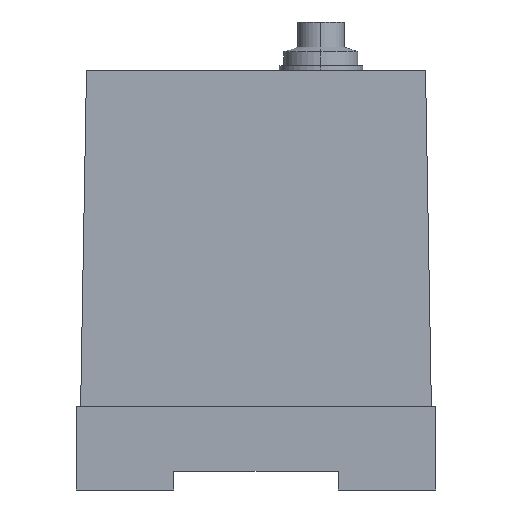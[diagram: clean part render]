
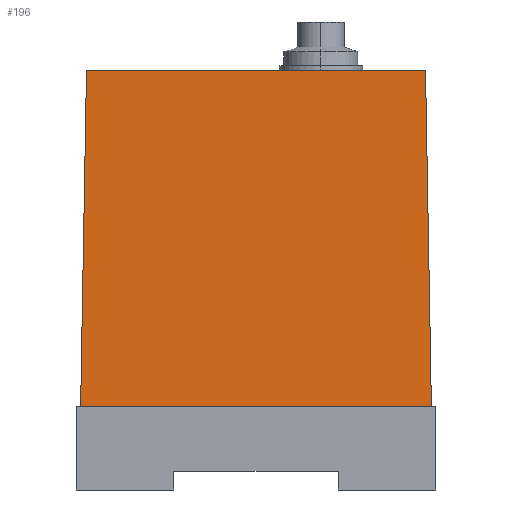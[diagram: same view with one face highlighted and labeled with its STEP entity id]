
A CAD part, left-side view. The second image highlights one B-rep face of the part: STEP entity #196.
In plain terms, the highlighted planar face has unit normal (-1, 0, 0.018).
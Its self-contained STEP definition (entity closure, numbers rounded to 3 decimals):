
#13 = CARTESIAN_POINT ( 'NONE',  ( -20.533, -36.583, 72.6 ) ) ;
#194 = ORIENTED_EDGE ( 'NONE', *, *, #874, .T. ) ;
#196 = ADVANCED_FACE ( 'NONE', ( #1354 ), #2843, .T. ) ;
#299 = EDGE_LOOP ( 'NONE', ( #194, #1701, #2610, #2869 ) ) ;
#477 = VECTOR ( 'NONE', #718, 1000. ) ;
#698 = DIRECTION ( 'NONE',  ( -0.017, 0.017, -1. ) ) ;
#718 = DIRECTION ( 'NONE',  ( 0., 1., 0. ) ) ;
#724 = CARTESIAN_POINT ( 'NONE',  ( -20.533, 37.85, 72.6 ) ) ;
#728 = DIRECTION ( 'NONE',  ( 0.017, 0.017, 1. ) ) ;
#731 = CARTESIAN_POINT ( 'NONE',  ( -21.8, -37.85, 0. ) ) ;
#763 = CARTESIAN_POINT ( 'NONE',  ( -20.533, 36.583, 72.6 ) ) ;
#771 = DIRECTION ( 'NONE',  ( 0., -1., 0. ) ) ;
#813 = CARTESIAN_POINT ( 'NONE',  ( -21.8, 37.85, 0. ) ) ;
#858 = EDGE_CURVE ( 'NONE', #2992, #3240, #2244, .T. ) ;
#870 = EDGE_CURVE ( 'NONE', #3240, #1369, #1277, .T. ) ;
#874 = EDGE_CURVE ( 'NONE', #1369, #2942, #2147, .T. ) ;
#878 = EDGE_CURVE ( 'NONE', #2942, #2992, #2110, .T. ) ;
#1108 = AXIS2_PLACEMENT_3D ( 'NONE', #2803, #2797, #2796 ) ;
#1277 = LINE ( 'NONE', #731, #3038 ) ;
#1354 = FACE_OUTER_BOUND ( 'NONE', #299, .T. ) ;
#1369 = VERTEX_POINT ( 'NONE', #13 ) ;
#1546 = CARTESIAN_POINT ( 'NONE',  ( -21.8, -37.85, 0. ) ) ;
#1701 = ORIENTED_EDGE ( 'NONE', *, *, #878, .T. ) ;
#1708 = CARTESIAN_POINT ( 'NONE',  ( -21.8, 37.85, 0. ) ) ;
#1797 = CARTESIAN_POINT ( 'NONE',  ( -20.533, 36.583, 72.6 ) ) ;
#2110 = LINE ( 'NONE', #763, #2731 ) ;
#2147 = LINE ( 'NONE', #724, #477 ) ;
#2244 = LINE ( 'NONE', #813, #2820 ) ;
#2610 = ORIENTED_EDGE ( 'NONE', *, *, #858, .T. ) ;
#2731 = VECTOR ( 'NONE', #698, 1000. ) ;
#2796 = DIRECTION ( 'NONE',  ( 0.017, 0., 1. ) ) ;
#2797 = DIRECTION ( 'NONE',  ( -1., 0., 0.017 ) ) ;
#2803 = CARTESIAN_POINT ( 'NONE',  ( -21.8, 37.85, 0. ) ) ;
#2820 = VECTOR ( 'NONE', #771, 1000. ) ;
#2843 = PLANE ( 'NONE',  #1108 ) ;
#2869 = ORIENTED_EDGE ( 'NONE', *, *, #870, .T. ) ;
#2942 = VERTEX_POINT ( 'NONE', #1797 ) ;
#2992 = VERTEX_POINT ( 'NONE', #1708 ) ;
#3038 = VECTOR ( 'NONE', #728, 1000. ) ;
#3240 = VERTEX_POINT ( 'NONE', #1546 ) ;
